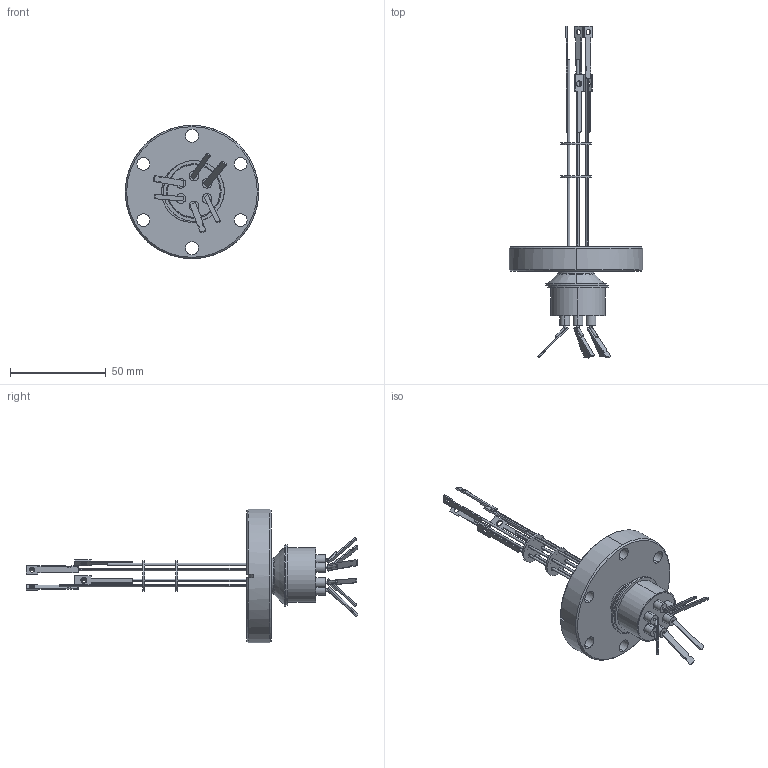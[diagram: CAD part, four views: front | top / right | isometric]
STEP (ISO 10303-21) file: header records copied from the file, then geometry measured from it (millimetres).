
FILE_DESCRIPTION (( 'STEP AP203' ), '1' );
FILE_NAME ('A5775-1-CF.STEP', '2011-11-17T18:09:45', ( '' ), ( '' ), 'SwSTEP 2.0', 'SolidWorks 2011', '' );
FILE_SCHEMA (( 'CONFIG_CONTROL_DESIGN' ));
Length unit declared in the file: inch
Products named in the file (1): A5775-1-CF
Bounding box: 69.85 x 173.67 x 69.85 mm (x, y, z)
Volume: 47846.4 mm3; surface area: 25381 mm2
Topology: 1 solids, 1 shells, 492 faces, 1318 edges, 869 vertices
Faces by surface type: cylinder 246, plane 183, bspline 24, cone 23, torus 16
Entity records: 17816 total; most frequent: CARTESIAN_POINT 4986, DIRECTION 2769, ORIENTED_EDGE 2636, EDGE_CURVE 1318, AXIS2_PLACEMENT_3D 1084, VERTEX_POINT 869, EDGE_LOOP 621, CIRCLE 615
